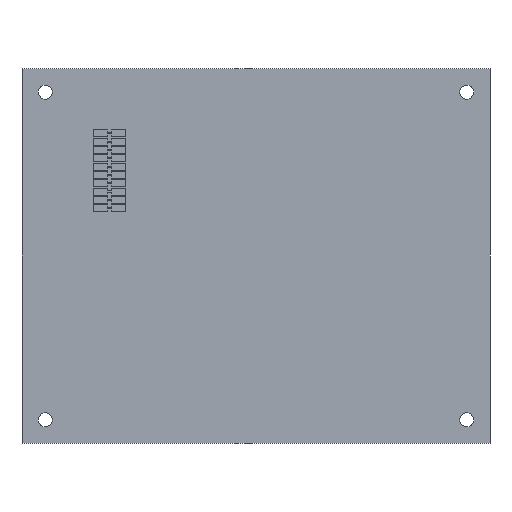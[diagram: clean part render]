
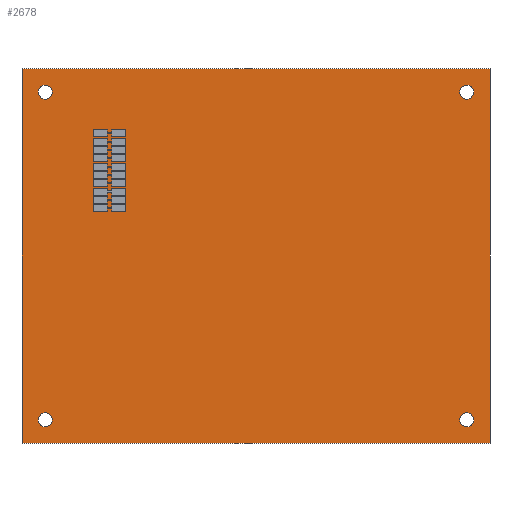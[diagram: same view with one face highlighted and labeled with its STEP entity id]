
A CAD part, front view. The second image highlights one B-rep face of the part: STEP entity #2678.
In plain terms, the highlighted planar face has unit normal (0, -1, 0).
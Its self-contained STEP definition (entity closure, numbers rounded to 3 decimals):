
#39=FACE_BOUND('',#353,.T.);
#40=FACE_BOUND('',#354,.T.);
#41=FACE_BOUND('',#355,.T.);
#42=FACE_BOUND('',#356,.T.);
#48=PLANE('',#2860);
#198=FACE_OUTER_BOUND('',#352,.T.);
#352=EDGE_LOOP('',(#1937,#1938,#1939,#1940));
#353=EDGE_LOOP('',(#1941));
#354=EDGE_LOOP('',(#1942));
#355=EDGE_LOOP('',(#1943));
#356=EDGE_LOOP('',(#1944));
#501=LINE('',#3723,#877);
#505=LINE('',#3731,#881);
#508=LINE('',#3737,#884);
#511=LINE('',#3742,#887);
#877=VECTOR('',#3033,10.);
#881=VECTOR('',#3039,10.);
#884=VECTOR('',#3044,10.);
#887=VECTOR('',#3049,10.);
#1249=CIRCLE('',#2844,1.5);
#1251=CIRCLE('',#2847,1.5);
#1253=CIRCLE('',#2850,1.5);
#1255=CIRCLE('',#2853,1.5);
#1257=VERTEX_POINT('',#3697);
#1259=VERTEX_POINT('',#3703);
#1261=VERTEX_POINT('',#3709);
#1263=VERTEX_POINT('',#3715);
#1265=VERTEX_POINT('',#3721);
#1266=VERTEX_POINT('',#3722);
#1269=VERTEX_POINT('',#3730);
#1271=VERTEX_POINT('',#3736);
#1513=EDGE_CURVE('',#1257,#1257,#1249,.T.);
#1516=EDGE_CURVE('',#1259,#1259,#1251,.T.);
#1519=EDGE_CURVE('',#1261,#1261,#1253,.T.);
#1522=EDGE_CURVE('',#1263,#1263,#1255,.T.);
#1525=EDGE_CURVE('',#1265,#1266,#501,.T.);
#1529=EDGE_CURVE('',#1266,#1269,#505,.T.);
#1532=EDGE_CURVE('',#1269,#1271,#508,.T.);
#1535=EDGE_CURVE('',#1271,#1265,#511,.T.);
#1937=ORIENTED_EDGE('',*,*,#1535,.T.);
#1938=ORIENTED_EDGE('',*,*,#1525,.T.);
#1939=ORIENTED_EDGE('',*,*,#1529,.T.);
#1940=ORIENTED_EDGE('',*,*,#1532,.T.);
#1941=ORIENTED_EDGE('',*,*,#1513,.T.);
#1942=ORIENTED_EDGE('',*,*,#1516,.T.);
#1943=ORIENTED_EDGE('',*,*,#1519,.T.);
#1944=ORIENTED_EDGE('',*,*,#1522,.T.);
#2678=ADVANCED_FACE('',(#198,#39,#40,#41,#42),#48,.F.);
#2844=AXIS2_PLACEMENT_3D('',#3698,#3005,#3006);
#2847=AXIS2_PLACEMENT_3D('',#3704,#3012,#3013);
#2850=AXIS2_PLACEMENT_3D('',#3710,#3019,#3020);
#2853=AXIS2_PLACEMENT_3D('',#3716,#3026,#3027);
#2860=AXIS2_PLACEMENT_3D('',#3745,#3053,#3054);
#3005=DIRECTION('center_axis',(0.,1.,0.));
#3006=DIRECTION('ref_axis',(0.,0.,-1.));
#3012=DIRECTION('center_axis',(0.,1.,0.));
#3013=DIRECTION('ref_axis',(0.,0.,-1.));
#3019=DIRECTION('center_axis',(0.,1.,0.));
#3020=DIRECTION('ref_axis',(0.,0.,-1.));
#3026=DIRECTION('center_axis',(0.,1.,0.));
#3027=DIRECTION('ref_axis',(0.,0.,-1.));
#3033=DIRECTION('',(0.,0.,-1.));
#3039=DIRECTION('',(1.,0.,0.));
#3044=DIRECTION('',(0.,0.,1.));
#3049=DIRECTION('',(-1.,0.,0.));
#3053=DIRECTION('center_axis',(0.,1.,0.));
#3054=DIRECTION('ref_axis',(1.,0.,0.));
#3697=CARTESIAN_POINT('',(5.,0.,6.5));
#3698=CARTESIAN_POINT('Origin',(5.,0.,5.));
#3703=CARTESIAN_POINT('',(5.,0.,76.5));
#3704=CARTESIAN_POINT('Origin',(5.,0.,75.));
#3709=CARTESIAN_POINT('',(95.,0.,6.5));
#3710=CARTESIAN_POINT('Origin',(95.,0.,5.));
#3715=CARTESIAN_POINT('',(95.,0.,76.5));
#3716=CARTESIAN_POINT('Origin',(95.,0.,75.));
#3721=CARTESIAN_POINT('',(0.,0.,80.));
#3722=CARTESIAN_POINT('',(0.,0.,0.));
#3723=CARTESIAN_POINT('',(0.,0.,80.));
#3730=CARTESIAN_POINT('',(100.,0.,0.));
#3731=CARTESIAN_POINT('',(0.,0.,0.));
#3736=CARTESIAN_POINT('',(100.,0.,80.));
#3737=CARTESIAN_POINT('',(100.,0.,0.));
#3742=CARTESIAN_POINT('',(100.,0.,80.));
#3745=CARTESIAN_POINT('Origin',(50.,0.,40.));
